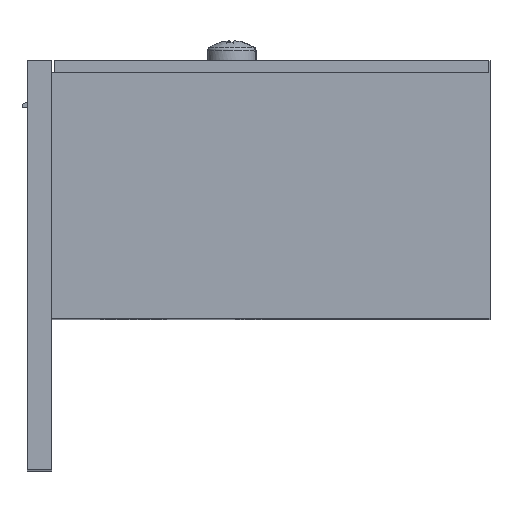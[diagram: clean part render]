
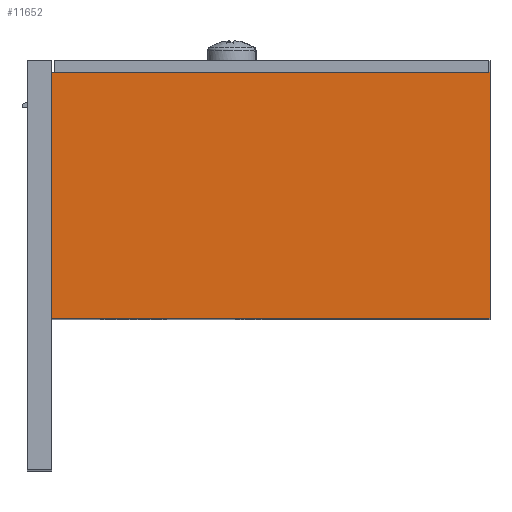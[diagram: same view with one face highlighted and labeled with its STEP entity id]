
A CAD part, top view. The second image highlights one B-rep face of the part: STEP entity #11652.
In plain terms, the highlighted planar face has unit normal (0, 0, 1).
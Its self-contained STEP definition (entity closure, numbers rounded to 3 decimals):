
#6 = VERTEX_POINT ( 'NONE', #23185 ) ;
#1585 = LINE ( 'NONE', #17787, #19789 ) ;
#1641 = DIRECTION ( 'NONE',  ( -1., 0., 0. ) ) ;
#3707 = FACE_OUTER_BOUND ( 'NONE', #10085, .T. ) ;
#3981 = EDGE_CURVE ( 'NONE', #8747, #6, #16860, .T. ) ;
#4911 = CARTESIAN_POINT ( 'NONE',  ( -26.75, 30., 45. ) ) ;
#6620 = VERTEX_POINT ( 'NONE', #26662 ) ;
#6840 = LINE ( 'NONE', #32504, #29240 ) ;
#8556 = VECTOR ( 'NONE', #9073, 1000. ) ;
#8747 = VERTEX_POINT ( 'NONE', #23261 ) ;
#9073 = DIRECTION ( 'NONE',  ( -1., 0., 0. ) ) ;
#9084 = DIRECTION ( 'NONE',  ( 0., 1., 0. ) ) ;
#9143 = ORIENTED_EDGE ( 'NONE', *, *, #30272, .F. ) ;
#9235 = CARTESIAN_POINT ( 'NONE',  ( 0., 30., 45. ) ) ;
#9482 = VECTOR ( 'NONE', #20809, 1000. ) ;
#9676 = DIRECTION ( 'NONE',  ( -1., 0., 0. ) ) ;
#10085 = EDGE_LOOP ( 'NONE', ( #31507, #28663, #26192, #9143 ) ) ;
#11652 = ADVANCED_FACE ( 'NONE', ( #3707 ), #14409, .F. ) ;
#14409 = PLANE ( 'NONE',  #22582 ) ;
#16684 = CARTESIAN_POINT ( 'NONE',  ( 26.75, 0., 45. ) ) ;
#16860 = LINE ( 'NONE', #9235, #8556 ) ;
#17787 = CARTESIAN_POINT ( 'NONE',  ( 0., 0., 45. ) ) ;
#19789 = VECTOR ( 'NONE', #9676, 1000. ) ;
#20809 = DIRECTION ( 'NONE',  ( 0., 1., 0. ) ) ;
#21736 = VERTEX_POINT ( 'NONE', #16684 ) ;
#22581 = EDGE_CURVE ( 'NONE', #21736, #8747, #6840, .T. ) ;
#22582 = AXIS2_PLACEMENT_3D ( 'NONE', #27619, #22634, #1641 ) ;
#22634 = DIRECTION ( 'NONE',  ( 0., 0., -1. ) ) ;
#23185 = CARTESIAN_POINT ( 'NONE',  ( -26.75, 30., 45. ) ) ;
#23261 = CARTESIAN_POINT ( 'NONE',  ( 26.75, 30., 45. ) ) ;
#26192 = ORIENTED_EDGE ( 'NONE', *, *, #29959, .F. ) ;
#26662 = CARTESIAN_POINT ( 'NONE',  ( -26.75, 0., 45. ) ) ;
#27619 = CARTESIAN_POINT ( 'NONE',  ( -26.75, 30., 45. ) ) ;
#28663 = ORIENTED_EDGE ( 'NONE', *, *, #3981, .T. ) ;
#29240 = VECTOR ( 'NONE', #9084, 1000. ) ;
#29959 = EDGE_CURVE ( 'NONE', #6620, #6, #33486, .T. ) ;
#30272 = EDGE_CURVE ( 'NONE', #21736, #6620, #1585, .T. ) ;
#31507 = ORIENTED_EDGE ( 'NONE', *, *, #22581, .T. ) ;
#32504 = CARTESIAN_POINT ( 'NONE',  ( 26.75, 30., 45. ) ) ;
#33486 = LINE ( 'NONE', #4911, #9482 ) ;
